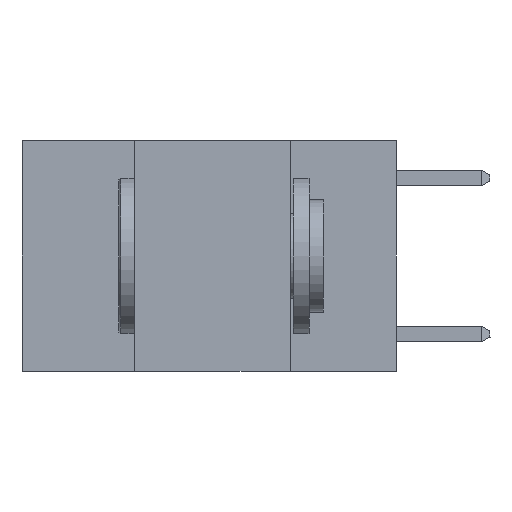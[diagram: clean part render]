
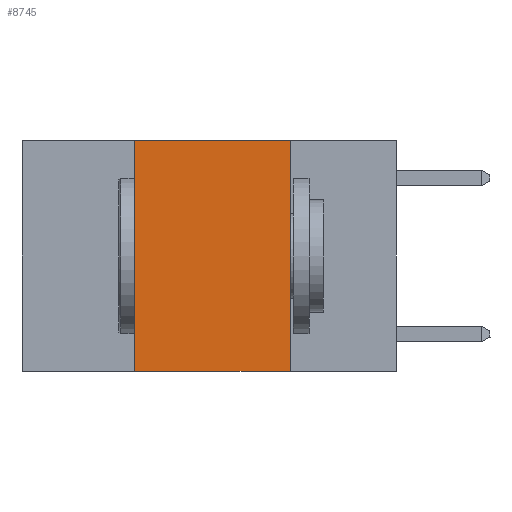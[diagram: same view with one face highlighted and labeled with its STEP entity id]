
A CAD part, left-side view. The second image highlights one B-rep face of the part: STEP entity #8745.
In plain terms, the highlighted planar face has unit normal (-1, 0, 0).
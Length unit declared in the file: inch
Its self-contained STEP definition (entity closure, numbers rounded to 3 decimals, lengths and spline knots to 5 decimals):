
#122 = VECTOR ( 'NONE', #19407, 39.37008 ) ;
#354 = LINE ( 'NONE', #5495, #122 ) ;
#598 = ORIENTED_EDGE ( 'NONE', *, *, #18704, .T. ) ;
#1663 = CARTESIAN_POINT ( 'NONE',  ( 0., 0.42, -0.37 ) ) ;
#1981 = DIRECTION ( 'NONE',  ( 1., 0., 0. ) ) ;
#2244 = ORIENTED_EDGE ( 'NONE', *, *, #13701, .F. ) ;
#2540 = ORIENTED_EDGE ( 'NONE', *, *, #9989, .F. ) ;
#3262 = VECTOR ( 'NONE', #14549, 39.37008 ) ;
#3768 = VECTOR ( 'NONE', #7549, 39.37008 ) ;
#4473 = VERTEX_POINT ( 'NONE', #1663 ) ;
#5490 = CARTESIAN_POINT ( 'NONE',  ( 0., 0.17, 0. ) ) ;
#5495 = CARTESIAN_POINT ( 'NONE',  ( 0., 0.42, 0. ) ) ;
#6217 = CARTESIAN_POINT ( 'NONE',  ( 0., 0.17, -0.37 ) ) ;
#7400 = FACE_OUTER_BOUND ( 'NONE', #16873, .T. ) ;
#7549 = DIRECTION ( 'NONE',  ( 0., 0., -1. ) ) ;
#7611 = CARTESIAN_POINT ( 'NONE',  ( 0., 0.6, 0. ) ) ;
#8052 = VERTEX_POINT ( 'NONE', #14442 ) ;
#8182 = ORIENTED_EDGE ( 'NONE', *, *, #24595, .F. ) ;
#8745 = ADVANCED_FACE ( 'NONE', ( #7400 ), #14060, .F. ) ;
#9335 = CARTESIAN_POINT ( 'NONE',  ( 0., 0.42, 0. ) ) ;
#9989 = EDGE_CURVE ( 'NONE', #4473, #20517, #354, .T. ) ;
#10186 = VERTEX_POINT ( 'NONE', #6217 ) ;
#13701 = EDGE_CURVE ( 'NONE', #8052, #10186, #14517, .T. ) ;
#13973 = VECTOR ( 'NONE', #23121, 39.37008 ) ;
#14060 = PLANE ( 'NONE',  #14647 ) ;
#14442 = CARTESIAN_POINT ( 'NONE',  ( 0., 0.17, 0. ) ) ;
#14517 = LINE ( 'NONE', #5490, #3768 ) ;
#14549 = DIRECTION ( 'NONE',  ( 0., -1., 0. ) ) ;
#14610 = LINE ( 'NONE', #23882, #3262 ) ;
#14647 = AXIS2_PLACEMENT_3D ( 'NONE', #25059, #1981, #16060 ) ;
#16060 = DIRECTION ( 'NONE',  ( 0., 0., -1. ) ) ;
#16873 = EDGE_LOOP ( 'NONE', ( #2244, #8182, #2540, #598 ) ) ;
#18704 = EDGE_CURVE ( 'NONE', #4473, #10186, #14610, .T. ) ;
#19407 = DIRECTION ( 'NONE',  ( 0., 0., 1. ) ) ;
#20517 = VERTEX_POINT ( 'NONE', #9335 ) ;
#23121 = DIRECTION ( 'NONE',  ( 0., -1., 0. ) ) ;
#23882 = CARTESIAN_POINT ( 'NONE',  ( 0., 0.6, -0.37 ) ) ;
#23936 = LINE ( 'NONE', #7611, #13973 ) ;
#24595 = EDGE_CURVE ( 'NONE', #20517, #8052, #23936, .T. ) ;
#25059 = CARTESIAN_POINT ( 'NONE',  ( 0., 0.6, 0. ) ) ;
